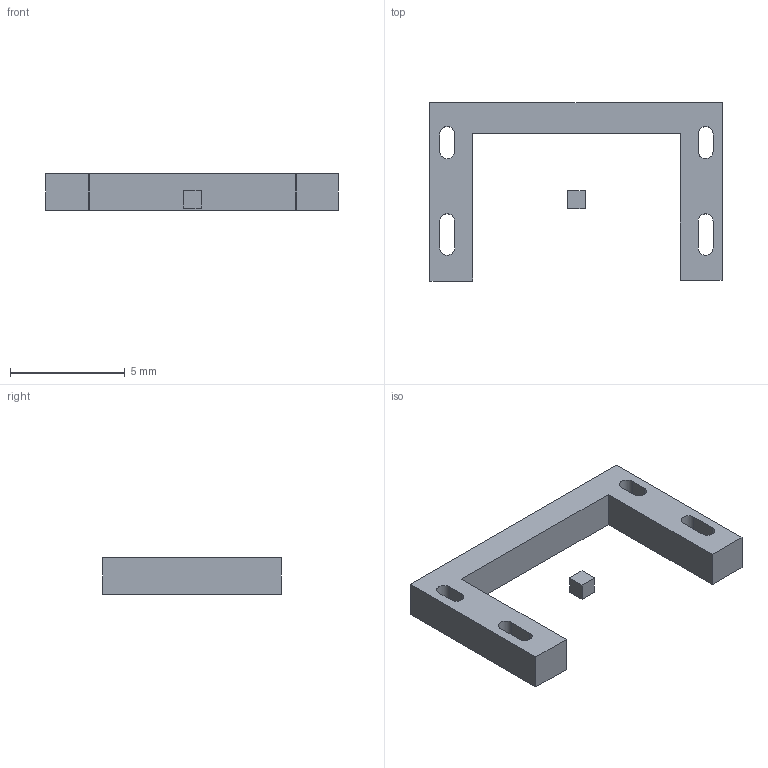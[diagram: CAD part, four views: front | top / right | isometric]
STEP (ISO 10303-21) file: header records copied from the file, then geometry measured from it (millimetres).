
FILE_DESCRIPTION(('Designed by EasyEDA Pro'),'2;1');
FILE_NAME('Open CASCADE Shape Model','2024-06-19T08:50:44',('Author'),( 'Open CASCADE'),'Open CASCADE STEP processor 7.8','Open CASCADE 7.8' ,'Unknown');
FILE_SCHEMA(('AUTOMOTIVE_DESIGN { 1 0 10303 214 1 1 1 1 }'));
Length unit declared in the file: millimetre
Products named in the file (4): PCBModel; Board; Mg7d-U1; USB-SMD_TYPE-C16PCB1.6073
Assembly tree (3 placements, depth 3):
  PCBModel
    Board
    Mg7d-U1
      USB-SMD_TYPE-C16PCB1.6073
Bounding box: 12.71 x 7.75 x 1.6 mm (x, y, z)
Volume: 59 mm3; surface area: 187.8 mm2
Topology: 2 solids, 2 shells, 34 faces, 90 edges, 60 vertices
Faces by surface type: plane 18, cylinder 10, bspline 6
Entity records: 1314 total; most frequent: CARTESIAN_POINT 218, ORIENTED_EDGE 180, DIRECTION 162, EDGE_CURVE 90, VERTEX_POINT 60, LINE 58, VECTOR 58, AXIS2_PLACEMENT_3D 52
